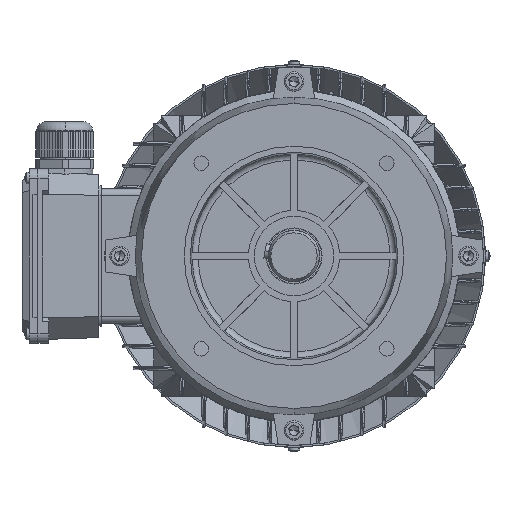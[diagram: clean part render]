
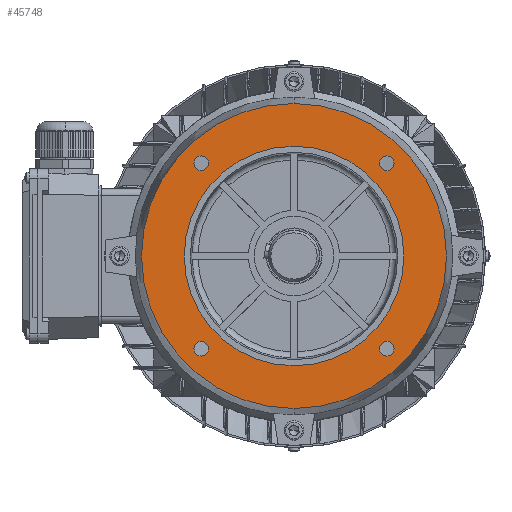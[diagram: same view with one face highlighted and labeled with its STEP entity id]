
A CAD part, left-side view. The second image highlights one B-rep face of the part: STEP entity #45748.
In plain terms, the highlighted face is planar.
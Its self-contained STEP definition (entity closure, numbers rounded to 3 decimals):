
#3266 = VERTEX_POINT ( 'NONE', #7121 ) ;
#3274 = EDGE_CURVE ( 'NONE', #3266, #3277, #7374, .T. ) ;
#3277 = VERTEX_POINT ( 'NONE', #7365 ) ;
#3387 = VERTEX_POINT ( 'NONE', #7621 ) ;
#3395 = EDGE_CURVE ( 'NONE', #3387, #3397, #7595, .T. ) ;
#3397 = VERTEX_POINT ( 'NONE', #7567 ) ;
#3512 = VERTEX_POINT ( 'NONE', #7892 ) ;
#3522 = EDGE_CURVE ( 'NONE', #3512, #3526, #7886, .T. ) ;
#3526 = VERTEX_POINT ( 'NONE', #7877 ) ;
#3623 = VERTEX_POINT ( 'NONE', #8179 ) ;
#3629 = EDGE_CURVE ( 'NONE', #3623, #3637, #8172, .T. ) ;
#3637 = VERTEX_POINT ( 'NONE', #8160 ) ;
#4706 = VERTEX_POINT ( 'NONE', #10827 ) ;
#4723 = EDGE_CURVE ( 'NONE', #4725, #4706, #10915, .T. ) ;
#4725 = VERTEX_POINT ( 'NONE', #10904 ) ;
#4790 = EDGE_CURVE ( 'NONE', #4794, #4795, #11102, .T. ) ;
#4794 = VERTEX_POINT ( 'NONE', #11090 ) ;
#4795 = VERTEX_POINT ( 'NONE', #11088 ) ;
#7121 = CARTESIAN_POINT ( 'NONE',  ( 76.014, 56.26, 70.014 ) ) ;
#7365 = CARTESIAN_POINT ( 'NONE',  ( 76.014, 56.26, 82.014 ) ) ;
#7367 = DIRECTION ( 'NONE',  ( 0., 0., 1. ) ) ;
#7370 = DIRECTION ( 'NONE',  ( 0., 1., 0. ) ) ;
#7371 = CARTESIAN_POINT ( 'NONE',  ( 76.014, 56.26, 76.014 ) ) ;
#7372 = AXIS2_PLACEMENT_3D ( 'NONE', #7371, #7370, #7367 ) ;
#7374 = CIRCLE ( 'NONE', #7372, 6. ) ;
#7567 = CARTESIAN_POINT ( 'NONE',  ( 76.014, 56.26, -70.014 ) ) ;
#7569 = DIRECTION ( 'NONE',  ( 0., 0., 1. ) ) ;
#7571 = DIRECTION ( 'NONE',  ( 0., 1., 0. ) ) ;
#7574 = CARTESIAN_POINT ( 'NONE',  ( 76.014, 56.26, -76.014 ) ) ;
#7576 = AXIS2_PLACEMENT_3D ( 'NONE', #7574, #7571, #7569 ) ;
#7595 = CIRCLE ( 'NONE', #7576, 6. ) ;
#7621 = CARTESIAN_POINT ( 'NONE',  ( 76.014, 56.26, -82.014 ) ) ;
#7877 = CARTESIAN_POINT ( 'NONE',  ( -76.014, 56.26, -70.014 ) ) ;
#7879 = DIRECTION ( 'NONE',  ( 0., 0., 1. ) ) ;
#7880 = DIRECTION ( 'NONE',  ( 0., 1., 0. ) ) ;
#7881 = CARTESIAN_POINT ( 'NONE',  ( -76.014, 56.26, -76.014 ) ) ;
#7884 = AXIS2_PLACEMENT_3D ( 'NONE', #7881, #7880, #7879 ) ;
#7886 = CIRCLE ( 'NONE', #7884, 6. ) ;
#7892 = CARTESIAN_POINT ( 'NONE',  ( -76.014, 56.26, -82.014 ) ) ;
#8160 = CARTESIAN_POINT ( 'NONE',  ( -76.014, 56.26, 82.014 ) ) ;
#8162 = DIRECTION ( 'NONE',  ( 0., 0., 1. ) ) ;
#8164 = DIRECTION ( 'NONE',  ( 0., 1., 0. ) ) ;
#8167 = CARTESIAN_POINT ( 'NONE',  ( -76.014, 56.26, 76.014 ) ) ;
#8169 = AXIS2_PLACEMENT_3D ( 'NONE', #8167, #8164, #8162 ) ;
#8172 = CIRCLE ( 'NONE', #8169, 6. ) ;
#8179 = CARTESIAN_POINT ( 'NONE',  ( -76.014, 56.26, 70.014 ) ) ;
#10827 = CARTESIAN_POINT ( 'NONE',  ( 0., 56.26, -125. ) ) ;
#10904 = CARTESIAN_POINT ( 'NONE',  ( 0., 56.26, 125. ) ) ;
#10907 = DIRECTION ( 'NONE',  ( 0., 0., 1. ) ) ;
#10909 = DIRECTION ( 'NONE',  ( 0., 1., 0. ) ) ;
#10910 = CARTESIAN_POINT ( 'NONE',  ( 0., 56.26, 0. ) ) ;
#10913 = AXIS2_PLACEMENT_3D ( 'NONE', #10910, #10909, #10907 ) ;
#10915 = CIRCLE ( 'NONE', #10913, 125. ) ;
#11088 = CARTESIAN_POINT ( 'NONE',  ( 0., 56.26, -90. ) ) ;
#11090 = CARTESIAN_POINT ( 'NONE',  ( 0., 56.26, 90. ) ) ;
#11091 = DIRECTION ( 'NONE',  ( 0., 0., 1. ) ) ;
#11094 = DIRECTION ( 'NONE',  ( 0., 1., 0. ) ) ;
#11098 = CARTESIAN_POINT ( 'NONE',  ( 0., 56.26, 0. ) ) ;
#11100 = AXIS2_PLACEMENT_3D ( 'NONE', #11098, #11094, #11091 ) ;
#11102 = CIRCLE ( 'NONE', #11100, 90. ) ;
#45673 = EDGE_LOOP ( 'NONE', ( #45677, #45681 ) ) ;
#45677 = ORIENTED_EDGE ( 'NONE', *, *, #45679, .F. ) ;
#45679 = EDGE_CURVE ( 'NONE', #3277, #3266, #67092, .T. ) ;
#45681 = ORIENTED_EDGE ( 'NONE', *, *, #3274, .F. ) ;
#45713 = EDGE_LOOP ( 'NONE', ( #45798, #45800 ) ) ;
#45737 = EDGE_CURVE ( 'NONE', #4795, #4794, #67316, .T. ) ;
#45748 = ADVANCED_FACE ( 'NONE', ( #67291, #67290, #67288, #67286, #67285, #67284 ), #67283, .T. ) ;
#45757 = EDGE_LOOP ( 'NONE', ( #45759, #45766 ) ) ;
#45759 = ORIENTED_EDGE ( 'NONE', *, *, #45763, .F. ) ;
#45763 = EDGE_CURVE ( 'NONE', #3397, #3387, #67360, .T. ) ;
#45766 = ORIENTED_EDGE ( 'NONE', *, *, #3395, .F. ) ;
#45767 = EDGE_LOOP ( 'NONE', ( #45770, #45775 ) ) ;
#45770 = ORIENTED_EDGE ( 'NONE', *, *, #45772, .F. ) ;
#45772 = EDGE_CURVE ( 'NONE', #3526, #3512, #67453, .T. ) ;
#45775 = ORIENTED_EDGE ( 'NONE', *, *, #3522, .F. ) ;
#45776 = EDGE_LOOP ( 'NONE', ( #45781, #45787 ) ) ;
#45781 = ORIENTED_EDGE ( 'NONE', *, *, #45784, .F. ) ;
#45784 = EDGE_CURVE ( 'NONE', #3637, #3623, #67413, .T. ) ;
#45787 = ORIENTED_EDGE ( 'NONE', *, *, #3629, .F. ) ;
#45798 = ORIENTED_EDGE ( 'NONE', *, *, #4723, .T. ) ;
#45800 = ORIENTED_EDGE ( 'NONE', *, *, #45802, .T. ) ;
#45802 = EDGE_CURVE ( 'NONE', #4706, #4725, #67496, .T. ) ;
#45804 = EDGE_LOOP ( 'NONE', ( #45809, #45814 ) ) ;
#45809 = ORIENTED_EDGE ( 'NONE', *, *, #4790, .F. ) ;
#45814 = ORIENTED_EDGE ( 'NONE', *, *, #45737, .F. ) ;
#67087 = DIRECTION ( 'NONE',  ( 0., 0., 1. ) ) ;
#67089 = DIRECTION ( 'NONE',  ( 0., 1., 0. ) ) ;
#67090 = CARTESIAN_POINT ( 'NONE',  ( 76.014, 56.26, 76.014 ) ) ;
#67091 = AXIS2_PLACEMENT_3D ( 'NONE', #67090, #67089, #67087 ) ;
#67092 = CIRCLE ( 'NONE', #67091, 6. ) ;
#67275 = DIRECTION ( 'NONE',  ( 0., 0., 1. ) ) ;
#67276 = DIRECTION ( 'NONE',  ( 0., 1., 0. ) ) ;
#67277 = CARTESIAN_POINT ( 'NONE',  ( -90., 56.26, 0. ) ) ;
#67279 = AXIS2_PLACEMENT_3D ( 'NONE', #67277, #67276, #67275 ) ;
#67283 = PLANE ( 'NONE',  #67279 ) ;
#67284 = FACE_BOUND ( 'NONE', #45804, .T. ) ;
#67285 = FACE_OUTER_BOUND ( 'NONE', #45713, .T. ) ;
#67286 = FACE_BOUND ( 'NONE', #45776, .T. ) ;
#67288 = FACE_BOUND ( 'NONE', #45767, .T. ) ;
#67290 = FACE_BOUND ( 'NONE', #45757, .T. ) ;
#67291 = FACE_BOUND ( 'NONE', #45673, .T. ) ;
#67308 = DIRECTION ( 'NONE',  ( 0., 0., 1. ) ) ;
#67310 = DIRECTION ( 'NONE',  ( 0., 1., 0. ) ) ;
#67312 = CARTESIAN_POINT ( 'NONE',  ( 0., 56.26, 0. ) ) ;
#67313 = AXIS2_PLACEMENT_3D ( 'NONE', #67312, #67310, #67308 ) ;
#67316 = CIRCLE ( 'NONE', #67313, 90. ) ;
#67353 = DIRECTION ( 'NONE',  ( 0., 0., 1. ) ) ;
#67356 = DIRECTION ( 'NONE',  ( 0., 1., 0. ) ) ;
#67357 = CARTESIAN_POINT ( 'NONE',  ( 76.014, 56.26, -76.014 ) ) ;
#67359 = AXIS2_PLACEMENT_3D ( 'NONE', #67357, #67356, #67353 ) ;
#67360 = CIRCLE ( 'NONE', #67359, 6. ) ;
#67409 = DIRECTION ( 'NONE',  ( 0., 0., 1. ) ) ;
#67410 = DIRECTION ( 'NONE',  ( 0., 1., 0. ) ) ;
#67411 = CARTESIAN_POINT ( 'NONE',  ( -76.014, 56.26, 76.014 ) ) ;
#67412 = AXIS2_PLACEMENT_3D ( 'NONE', #67411, #67410, #67409 ) ;
#67413 = CIRCLE ( 'NONE', #67412, 6. ) ;
#67445 = DIRECTION ( 'NONE',  ( 0., 0., 1. ) ) ;
#67447 = DIRECTION ( 'NONE',  ( 0., 1., 0. ) ) ;
#67450 = CARTESIAN_POINT ( 'NONE',  ( -76.014, 56.26, -76.014 ) ) ;
#67451 = AXIS2_PLACEMENT_3D ( 'NONE', #67450, #67447, #67445 ) ;
#67453 = CIRCLE ( 'NONE', #67451, 6. ) ;
#67491 = DIRECTION ( 'NONE',  ( 0., 0., 1. ) ) ;
#67493 = DIRECTION ( 'NONE',  ( 0., 1., 0. ) ) ;
#67494 = CARTESIAN_POINT ( 'NONE',  ( 0., 56.26, 0. ) ) ;
#67495 = AXIS2_PLACEMENT_3D ( 'NONE', #67494, #67493, #67491 ) ;
#67496 = CIRCLE ( 'NONE', #67495, 125. ) ;
